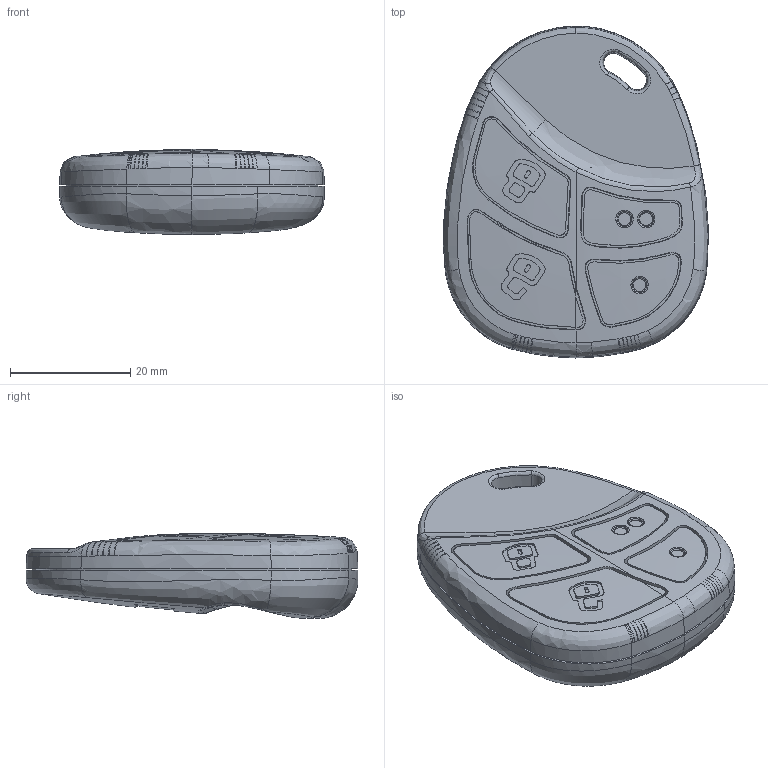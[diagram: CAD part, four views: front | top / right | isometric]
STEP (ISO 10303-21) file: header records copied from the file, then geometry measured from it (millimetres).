
FILE_DESCRIPTION (( 'STEP AP203' ), '1' );
FILE_NAME ('P-33.STEP', '2024-09-18T14:50:20', ( '' ), ( '' ), 'SwSTEP 2.0', 'SolidWorks 2013', '' );
FILE_SCHEMA (( 'CONFIG_CONTROL_DESIGN' ));
Products named in the file (7): Document_1; Document_1_4; P-33; Document_1_6; Document_1_3; Document_1_5; Document_1_2
Assembly tree (6 placements, depth 2):
  P-33
    Document_1_4
    Document_1_3
    Document_1
    Document_1_2
    Document_1_6
    Document_1_5
Bounding box: 44.16 x 55.3 x 14.16 mm (x, y, z)
Volume: 8574.7 mm3; surface area: 13543.7 mm2
Topology: 6 solids, 6 shells, 695 faces, 2310 edges, 1658 vertices
Faces by surface type: bspline 542, plane 98, cone 36, cylinder 19
Entity records: 189240 total; most frequent: CARTESIAN_POINT 173466, ORIENTED_EDGE 4612, EDGE_CURVE 2306, B_SPLINE_CURVE_WITH_KNOTS 1747, VERTEX_POINT 1658, DIRECTION 906, EDGE_LOOP 744, ADVANCED_FACE 695
